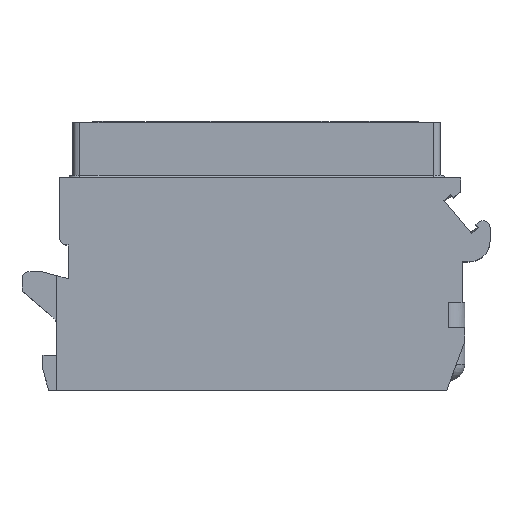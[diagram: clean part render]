
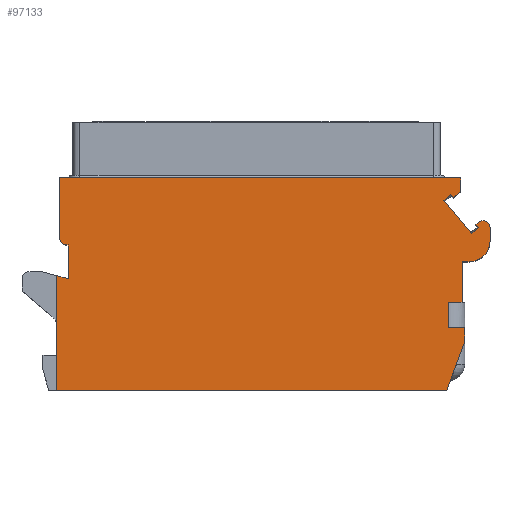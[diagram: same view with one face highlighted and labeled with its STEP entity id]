
A CAD part, top view. The second image highlights one B-rep face of the part: STEP entity #97133.
In plain terms, the highlighted planar face has unit normal (0, 0, 1).
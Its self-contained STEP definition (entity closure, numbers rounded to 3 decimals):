
#98=DIRECTION('',(0.643,-0.766,0.));
#99=VECTOR('',#98,0.3);
#100=CARTESIAN_POINT('',(15.698,11.873,7.));
#101=LINE('',#100,#99);
#102=DIRECTION('',(0.766,0.643,0.));
#103=VECTOR('',#102,0.236);
#104=CARTESIAN_POINT('',(15.698,11.873,7.));
#105=LINE('',#104,#103);
#106=DIRECTION('',(0.,1.,0.));
#107=VECTOR('',#106,0.942);
#108=CARTESIAN_POINT('',(16.7,10.7,7.));
#109=LINE('',#108,#107);
#110=DIRECTION('',(-1.,0.,0.));
#111=VECTOR('',#110,0.5);
#112=CARTESIAN_POINT('',(15.2,9.2,7.));
#113=LINE('',#112,#111);
#114=DIRECTION('',(0.,-1.,0.));
#115=VECTOR('',#114,2.9);
#116=CARTESIAN_POINT('',(14.7,9.2,7.));
#117=LINE('',#116,#115);
#118=DIRECTION('',(-1.,0.,0.));
#119=VECTOR('',#118,1.);
#120=CARTESIAN_POINT('',(14.7,6.3,7.));
#121=LINE('',#120,#119);
#122=DIRECTION('',(0.,-1.,0.));
#123=VECTOR('',#122,1.8);
#124=CARTESIAN_POINT('',(13.7,6.3,7.));
#125=LINE('',#124,#123);
#126=DIRECTION('',(1.,0.,0.));
#127=VECTOR('',#126,1.2);
#128=CARTESIAN_POINT('',(13.7,4.5,7.));
#129=LINE('',#128,#127);
#130=DIRECTION('',(0.,-1.,0.));
#131=VECTOR('',#130,1.);
#132=CARTESIAN_POINT('',(14.9,4.5,7.));
#133=LINE('',#132,#131);
#134=DIRECTION('',(-0.348,-0.937,0.));
#135=VECTOR('',#134,3.734);
#136=CARTESIAN_POINT('',(14.9,3.5,7.));
#137=LINE('',#136,#135);
#138=DIRECTION('',(1.,0.,0.));
#139=VECTOR('',#138,27.9);
#140=CARTESIAN_POINT('',(-14.3,0.,7.));
#141=LINE('',#140,#139);
#142=DIRECTION('',(0.966,-0.259,0.));
#143=VECTOR('',#142,0.828);
#144=CARTESIAN_POINT('',(-14.3,8.205,7.));
#145=LINE('',#144,#143);
#146=DIRECTION('',(0.,1.,0.));
#147=VECTOR('',#146,2.409);
#148=CARTESIAN_POINT('',(-13.5,7.991,7.));
#149=LINE('',#148,#147);
#150=DIRECTION('',(-1.,0.,0.));
#151=VECTOR('',#150,0.1);
#152=CARTESIAN_POINT('',(-13.5,10.4,7.));
#153=LINE('',#152,#151);
#154=CARTESIAN_POINT('',(-13.6,10.9,7.));
#155=DIRECTION('',(0.,0.,1.));
#156=DIRECTION('',(-1.,0.,0.));
#157=AXIS2_PLACEMENT_3D('',#154,#155,#156);
#159=DIRECTION('',(0.,-1.,0.));
#160=VECTOR('',#159,4.3);
#161=CARTESIAN_POINT('',(-14.1,15.2,7.));
#162=LINE('',#161,#160);
#163=DIRECTION('',(-1.,0.,0.));
#164=VECTOR('',#163,28.7);
#165=CARTESIAN_POINT('',(14.6,15.2,7.));
#166=LINE('',#165,#164);
#167=DIRECTION('',(0.,-1.,0.));
#168=VECTOR('',#167,0.985);
#169=CARTESIAN_POINT('',(14.6,15.2,7.));
#170=LINE('',#169,#168);
#171=DIRECTION('',(-0.766,-0.643,0.));
#172=VECTOR('',#171,0.665);
#173=CARTESIAN_POINT('',(14.6,14.215,7.));
#174=LINE('',#173,#172);
#175=DIRECTION('',(0.643,-0.766,0.));
#176=VECTOR('',#175,0.3);
#177=CARTESIAN_POINT('',(13.898,14.018,7.));
#178=LINE('',#177,#176);
#179=DIRECTION('',(0.643,-0.766,0.));
#180=VECTOR('',#179,3.1);
#181=CARTESIAN_POINT('',(13.4,13.6,7.));
#182=LINE('',#181,#180);
#195=CARTESIAN_POINT('',(16.2,11.642,7.));
#196=DIRECTION('',(0.,0.,1.));
#197=DIRECTION('',(1.,0.,0.));
#198=AXIS2_PLACEMENT_3D('',#195,#196,#197);
#222=CARTESIAN_POINT('',(15.2,10.7,7.));
#223=DIRECTION('',(0.,0.,-1.));
#224=DIRECTION('',(1.,0.,0.));
#225=AXIS2_PLACEMENT_3D('',#222,#223,#224);
#474=DIRECTION('',(0.,-1.,0.));
#475=VECTOR('',#474,8.205);
#476=CARTESIAN_POINT('',(-14.3,8.205,7.));
#477=LINE('',#476,#475);
#690=DIRECTION('',(0.766,0.643,0.));
#691=VECTOR('',#690,0.65);
#692=CARTESIAN_POINT('',(13.4,13.6,7.));
#693=LINE('',#692,#691);
#714=DIRECTION('',(-0.766,-0.643,0.));
#715=VECTOR('',#714,0.65);
#716=CARTESIAN_POINT('',(15.891,11.643,7.));
#717=LINE('',#716,#715);
#82803=CARTESIAN_POINT('',(-13.5,7.991,7.));
#82804=CARTESIAN_POINT('',(-13.5,10.4,7.));
#82805=VERTEX_POINT('',#82803);
#82806=VERTEX_POINT('',#82804);
#82807=CARTESIAN_POINT('',(-14.1,10.9,7.));
#82808=CARTESIAN_POINT('',(-13.6,10.4,7.));
#82809=VERTEX_POINT('',#82807);
#82810=VERTEX_POINT('',#82808);
#82811=CARTESIAN_POINT('',(-14.1,15.2,7.));
#82812=VERTEX_POINT('',#82811);
#82813=CARTESIAN_POINT('',(-14.3,8.205,7.));
#82815=VERTEX_POINT('',#82813);
#82825=CARTESIAN_POINT('',(-14.3,0.,7.));
#82826=VERTEX_POINT('',#82825);
#82869=CARTESIAN_POINT('',(14.7,9.2,7.));
#82871=VERTEX_POINT('',#82869);
#82885=CARTESIAN_POINT('',(14.7,6.3,7.));
#82886=CARTESIAN_POINT('',(13.7,6.3,7.));
#82887=VERTEX_POINT('',#82885);
#82888=VERTEX_POINT('',#82886);
#82889=CARTESIAN_POINT('',(13.7,4.5,7.));
#82890=VERTEX_POINT('',#82889);
#82891=CARTESIAN_POINT('',(14.9,4.5,7.));
#82892=VERTEX_POINT('',#82891);
#82893=CARTESIAN_POINT('',(14.9,3.5,7.));
#82894=VERTEX_POINT('',#82893);
#82895=CARTESIAN_POINT('',(13.6,0.,7.));
#82896=VERTEX_POINT('',#82895);
#82898=CARTESIAN_POINT('',(16.7,10.7,7.));
#82900=VERTEX_POINT('',#82898);
#82902=CARTESIAN_POINT('',(15.2,9.2,7.));
#82904=VERTEX_POINT('',#82902);
#82926=CARTESIAN_POINT('',(14.6,15.2,7.));
#82927=CARTESIAN_POINT('',(14.6,14.215,7.));
#82928=VERTEX_POINT('',#82926);
#82929=VERTEX_POINT('',#82927);
#82931=CARTESIAN_POINT('',(16.7,11.642,7.));
#82933=VERTEX_POINT('',#82931);
#82935=CARTESIAN_POINT('',(15.879,12.025,7.));
#82937=VERTEX_POINT('',#82935);
#85124=CARTESIAN_POINT('',(15.393,11.225,7.));
#85126=VERTEX_POINT('',#85124);
#85134=CARTESIAN_POINT('',(13.4,13.6,7.));
#85135=VERTEX_POINT('',#85134);
#85140=CARTESIAN_POINT('',(14.091,13.788,7.));
#85141=VERTEX_POINT('',#85140);
#85143=CARTESIAN_POINT('',(13.898,14.018,7.));
#85145=VERTEX_POINT('',#85143);
#85150=CARTESIAN_POINT('',(15.698,11.873,7.));
#85151=VERTEX_POINT('',#85150);
#85152=CARTESIAN_POINT('',(15.891,11.643,7.));
#85154=VERTEX_POINT('',#85152);
#97075=CARTESIAN_POINT('',(0.,0.,7.));
#97076=DIRECTION('',(0.,0.,1.));
#97077=DIRECTION('',(1.,0.,0.));
#97078=AXIS2_PLACEMENT_3D('',#97075,#97076,#97077);
#97079=PLANE('',#97078);
#97080=ORIENTED_EDGE('',*,*,#97065,.F.);
#97082=ORIENTED_EDGE('',*,*,#97081,.T.);
#97084=ORIENTED_EDGE('',*,*,#97083,.F.);
#97086=ORIENTED_EDGE('',*,*,#97085,.F.);
#97088=ORIENTED_EDGE('',*,*,#97087,.T.);
#97090=ORIENTED_EDGE('',*,*,#97089,.T.);
#97092=ORIENTED_EDGE('',*,*,#97091,.T.);
#97094=ORIENTED_EDGE('',*,*,#97093,.T.);
#97096=ORIENTED_EDGE('',*,*,#97095,.T.);
#97098=ORIENTED_EDGE('',*,*,#97097,.T.);
#97100=ORIENTED_EDGE('',*,*,#97099,.T.);
#97102=ORIENTED_EDGE('',*,*,#97101,.T.);
#97104=ORIENTED_EDGE('',*,*,#97103,.F.);
#97106=ORIENTED_EDGE('',*,*,#97105,.F.);
#97108=ORIENTED_EDGE('',*,*,#97107,.T.);
#97110=ORIENTED_EDGE('',*,*,#97109,.T.);
#97112=ORIENTED_EDGE('',*,*,#97111,.T.);
#97114=ORIENTED_EDGE('',*,*,#97113,.F.);
#97116=ORIENTED_EDGE('',*,*,#97115,.F.);
#97118=ORIENTED_EDGE('',*,*,#97117,.F.);
#97120=ORIENTED_EDGE('',*,*,#97119,.T.);
#97122=ORIENTED_EDGE('',*,*,#97121,.T.);
#97124=ORIENTED_EDGE('',*,*,#97123,.F.);
#97126=ORIENTED_EDGE('',*,*,#97125,.F.);
#97128=ORIENTED_EDGE('',*,*,#97127,.T.);
#97130=ORIENTED_EDGE('',*,*,#97129,.F.);
#97131=EDGE_LOOP('',(#97080,#97082,#97084,#97086,#97088,#97090,#97092,#97094,
#97096,#97098,#97100,#97102,#97104,#97106,#97108,#97110,#97112,#97114,#97116,
#97118,#97120,#97122,#97124,#97126,#97128,#97130));
#97132=FACE_OUTER_BOUND('',#97131,.F.);
#97133=ADVANCED_FACE('',(#97132),#97079,.T.);
#158=CIRCLE('',#157,0.5);
#199=CIRCLE('',#198,0.5);
#226=CIRCLE('',#225,1.5);
#97065=EDGE_CURVE('',#85151,#85154,#101,.T.);
#97081=EDGE_CURVE('',#85151,#82937,#105,.T.);
#97083=EDGE_CURVE('',#82933,#82937,#199,.T.);
#97085=EDGE_CURVE('',#82900,#82933,#109,.T.);
#97087=EDGE_CURVE('',#82900,#82904,#226,.T.);
#97089=EDGE_CURVE('',#82904,#82871,#113,.T.);
#97091=EDGE_CURVE('',#82871,#82887,#117,.T.);
#97093=EDGE_CURVE('',#82887,#82888,#121,.T.);
#97095=EDGE_CURVE('',#82888,#82890,#125,.T.);
#97097=EDGE_CURVE('',#82890,#82892,#129,.T.);
#97099=EDGE_CURVE('',#82892,#82894,#133,.T.);
#97101=EDGE_CURVE('',#82894,#82896,#137,.T.);
#97103=EDGE_CURVE('',#82826,#82896,#141,.T.);
#97105=EDGE_CURVE('',#82815,#82826,#477,.T.);
#97107=EDGE_CURVE('',#82815,#82805,#145,.T.);
#97109=EDGE_CURVE('',#82805,#82806,#149,.T.);
#97111=EDGE_CURVE('',#82806,#82810,#153,.T.);
#97113=EDGE_CURVE('',#82809,#82810,#158,.T.);
#97115=EDGE_CURVE('',#82812,#82809,#162,.T.);
#97117=EDGE_CURVE('',#82928,#82812,#166,.T.);
#97119=EDGE_CURVE('',#82928,#82929,#170,.T.);
#97121=EDGE_CURVE('',#82929,#85141,#174,.T.);
#97123=EDGE_CURVE('',#85145,#85141,#178,.T.);
#97125=EDGE_CURVE('',#85135,#85145,#693,.T.);
#97127=EDGE_CURVE('',#85135,#85126,#182,.T.);
#97129=EDGE_CURVE('',#85154,#85126,#717,.T.);
